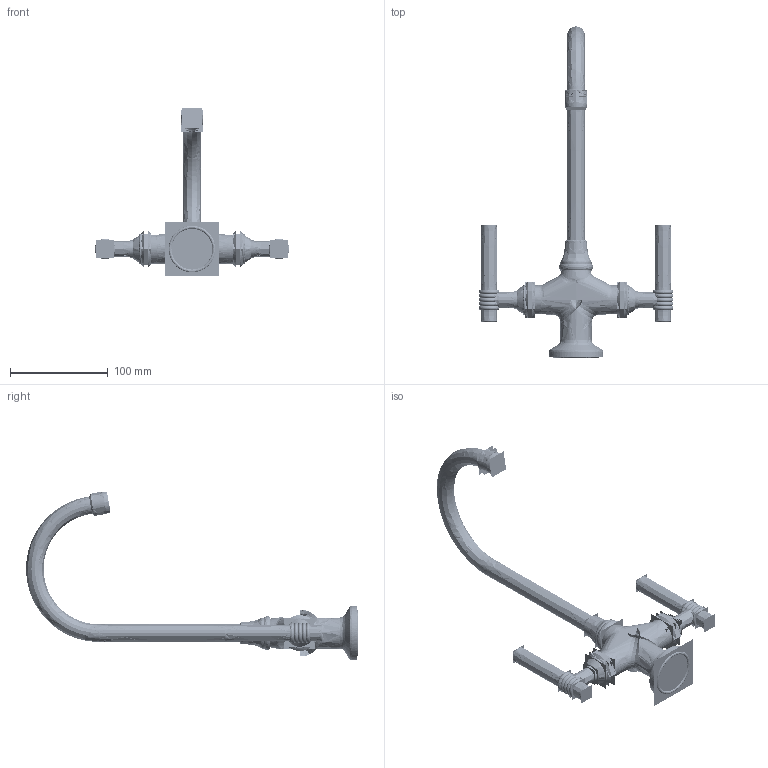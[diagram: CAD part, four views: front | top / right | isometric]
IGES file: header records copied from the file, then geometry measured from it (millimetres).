
Start section:  PTC IGES file: 9081.igs
Global section: file name: 9081.igs; native system: Pro/ENGINEER by Parametric Technology Corporation; preprocessor: 2009300; author: project; organization: Unknown; date: 20101020.161352; units: inch
Bounding box: 198.88 x 339.06 x 172.53 mm (x, y, z)
Surface area: 2187165.1 mm2 (no closed solid volume)
Topology: 0 solids, 0 shells, 3780 faces, 27396 edges, 27364 vertices
Faces by surface type: bspline 3780
